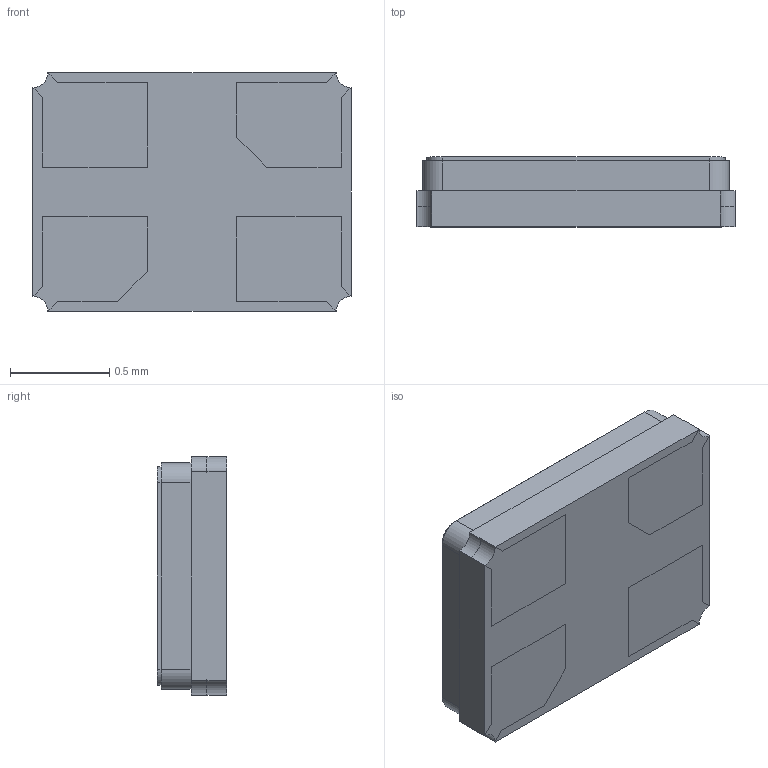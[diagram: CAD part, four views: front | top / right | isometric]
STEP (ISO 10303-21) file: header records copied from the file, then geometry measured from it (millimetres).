
FILE_DESCRIPTION (( 'STEP AP214' ), '1' );
FILE_NAME ('NX1612SA-32.000MHZ-CHP-CIS-3.STEP', '2018-09-27T23:05:19', ( '' ), ( '' ), 'SwSTEP 2.0', 'SolidWorks 2017', '' );
FILE_SCHEMA (( 'AUTOMOTIVE_DESIGN' ));
Length unit declared in the file: millimetre
Products named in the file (1): NX1612SA-32.000MHZ-CHP-CIS-3
Bounding box: 1.6 x 0.35 x 1.2 mm (x, y, z)
Volume: 0.6 mm3; surface area: 15.7 mm2
Topology: 7 solids, 7 shells, 98 faces, 244 edges, 160 vertices
Faces by surface type: plane 82, cylinder 16
Entity records: 2964 total; most frequent: CARTESIAN_POINT 503, ORIENTED_EDGE 488, DIRECTION 474, EDGE_CURVE 244, LINE 212, VECTOR 212, VERTEX_POINT 160, AXIS2_PLACEMENT_3D 131
